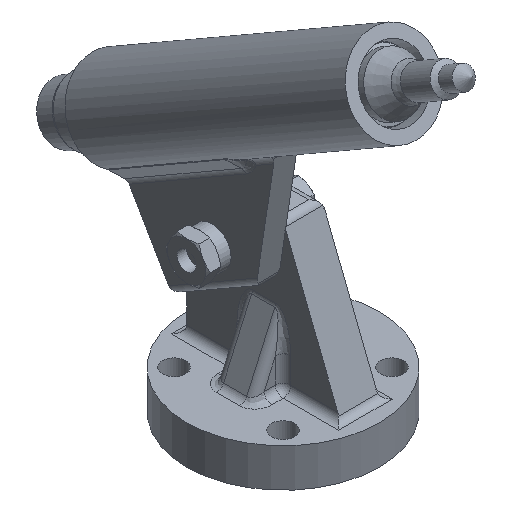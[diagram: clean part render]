
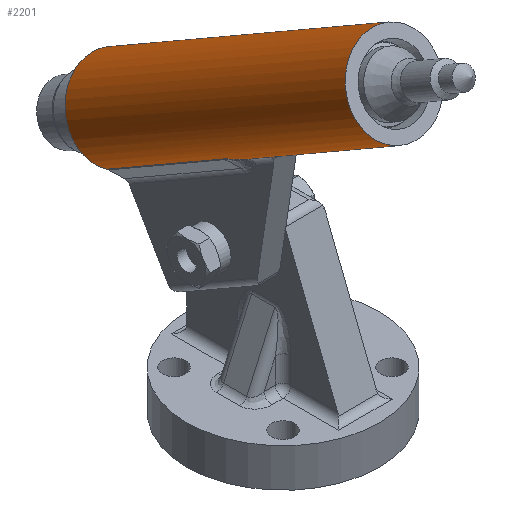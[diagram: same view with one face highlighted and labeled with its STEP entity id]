
A CAD part, isometric view. The second image highlights one B-rep face of the part: STEP entity #2201.
In plain terms, the highlighted cylindrical face has radius 11.4 mm (diameter 22.8 mm), a full revolution.
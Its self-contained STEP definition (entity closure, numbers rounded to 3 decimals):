
#107=B_SPLINE_CURVE_WITH_KNOTS('',3,(#3967,#3968,#3969,#3970,#3971,#3972),
 .UNSPECIFIED.,.F.,.F.,(4,1,1,4),(-4.27,-4.12,-3.97,
-3.744),.UNSPECIFIED.);
#110=B_SPLINE_CURVE_WITH_KNOTS('',3,(#4065,#4066,#4067,#4068,#4069,#4070),
 .UNSPECIFIED.,.F.,.F.,(4,1,1,4),(-4.796,-4.496,-4.345,
-4.27),.UNSPECIFIED.);
#245=ELLIPSE('',#2563,15.407,11.4);
#246=ELLIPSE('',#2564,15.407,11.4);
#324=LINE('',#3980,#449);
#326=LINE('',#3986,#451);
#329=LINE('',#4031,#454);
#331=LINE('',#4039,#456);
#335=LINE('',#4114,#460);
#449=VECTOR('',#3060,10.);
#451=VECTOR('',#3066,10.);
#454=VECTOR('',#3091,10.);
#456=VECTOR('',#3099,10.);
#460=VECTOR('',#3109,11.4);
#539=CYLINDRICAL_SURFACE('',#2562,11.4);
#629=FACE_OUTER_BOUND('',#788,.T.);
#788=EDGE_LOOP('',(#1832,#1833,#1834,#1835,#1836,#1837,#1838,#1839,#1840,
#1841,#1842,#1843,#1844));
#899=CIRCLE('',#2515,11.4);
#904=CIRCLE('',#2532,11.4);
#905=CIRCLE('',#2533,11.4);
#1040=VERTEX_POINT('',#3865);
#1060=VERTEX_POINT('',#3920);
#1061=VERTEX_POINT('',#3922);
#1062=VERTEX_POINT('',#3924);
#1067=VERTEX_POINT('',#3937);
#1069=VERTEX_POINT('',#3965);
#1071=VERTEX_POINT('',#3985);
#1075=VERTEX_POINT('',#4024);
#1076=VERTEX_POINT('',#4028);
#1080=VERTEX_POINT('',#4037);
#1083=VERTEX_POINT('',#4115);
#1283=EDGE_CURVE('',#1040,#1040,#899,.T.);
#1309=EDGE_CURVE('',#1061,#1060,#904,.T.);
#1310=EDGE_CURVE('',#1062,#1061,#905,.T.);
#1319=EDGE_CURVE('',#1069,#1067,#107,.T.);
#1321=EDGE_CURVE('',#1062,#1069,#324,.T.);
#1324=EDGE_CURVE('',#1067,#1071,#326,.T.);
#1334=EDGE_CURVE('',#1076,#1075,#329,.T.);
#1338=EDGE_CURVE('',#1080,#1060,#331,.T.);
#1340=EDGE_CURVE('',#1075,#1080,#110,.T.);
#1347=EDGE_CURVE('',#1040,#1061,#335,.T.);
#1348=EDGE_CURVE('',#1076,#1083,#245,.T.);
#1349=EDGE_CURVE('',#1083,#1071,#246,.T.);
#1832=ORIENTED_EDGE('',*,*,#1283,.T.);
#1833=ORIENTED_EDGE('',*,*,#1347,.T.);
#1834=ORIENTED_EDGE('',*,*,#1309,.T.);
#1835=ORIENTED_EDGE('',*,*,#1338,.F.);
#1836=ORIENTED_EDGE('',*,*,#1340,.F.);
#1837=ORIENTED_EDGE('',*,*,#1334,.F.);
#1838=ORIENTED_EDGE('',*,*,#1348,.T.);
#1839=ORIENTED_EDGE('',*,*,#1349,.T.);
#1840=ORIENTED_EDGE('',*,*,#1324,.F.);
#1841=ORIENTED_EDGE('',*,*,#1319,.F.);
#1842=ORIENTED_EDGE('',*,*,#1321,.F.);
#1843=ORIENTED_EDGE('',*,*,#1310,.T.);
#1844=ORIENTED_EDGE('',*,*,#1347,.F.);
#2201=ADVANCED_FACE('',(#629),#539,.T.);
#2515=AXIS2_PLACEMENT_3D('',#3866,#2987,#2988);
#2532=AXIS2_PLACEMENT_3D('',#3923,#3035,#3036);
#2533=AXIS2_PLACEMENT_3D('',#3925,#3037,#3038);
#2562=AXIS2_PLACEMENT_3D('',#4113,#3107,#3108);
#2563=AXIS2_PLACEMENT_3D('',#4116,#3110,#3111);
#2564=AXIS2_PLACEMENT_3D('',#4117,#3112,#3113);
#2987=DIRECTION('center_axis',(0.,0.,-1.));
#2988=DIRECTION('ref_axis',(1.,0.,0.));
#3035=DIRECTION('center_axis',(0.,0.,1.));
#3036=DIRECTION('ref_axis',(1.,0.,0.));
#3037=DIRECTION('center_axis',(0.,0.,1.));
#3038=DIRECTION('ref_axis',(1.,0.,0.));
#3060=DIRECTION('',(0.,0.,1.));
#3066=DIRECTION('',(0.,0.,1.));
#3091=DIRECTION('',(0.,0.,-1.));
#3099=DIRECTION('',(0.,0.,-1.));
#3107=DIRECTION('center_axis',(0.,0.,1.));
#3108=DIRECTION('ref_axis',(1.,0.,0.));
#3109=DIRECTION('',(0.,0.,-1.));
#3110=DIRECTION('center_axis',(0.673,0.,0.74));
#3111=DIRECTION('ref_axis',(0.74,0.,-0.673));
#3112=DIRECTION('center_axis',(0.673,0.,0.74));
#3113=DIRECTION('ref_axis',(0.74,0.,-0.673));
#3865=CARTESIAN_POINT('',(-11.4,0.,84.));
#3866=CARTESIAN_POINT('Origin',(0.,0.,84.));
#3920=CARTESIAN_POINT('',(9.286,-6.614,0.));
#3922=CARTESIAN_POINT('',(-11.4,0.,0.));
#3923=CARTESIAN_POINT('Origin',(0.,0.,0.));
#3924=CARTESIAN_POINT('',(9.286,6.614,0.));
#3925=CARTESIAN_POINT('Origin',(0.,0.,0.));
#3937=CARTESIAN_POINT('',(10.577,4.254,38.956));
#3965=CARTESIAN_POINT('',(9.286,6.614,35.));
#3967=CARTESIAN_POINT('Ctrl Pts',(9.286,6.614,35.));
#3968=CARTESIAN_POINT('Ctrl Pts',(9.286,6.614,35.501));
#3969=CARTESIAN_POINT('Ctrl Pts',(9.473,6.355,36.463));
#3970=CARTESIAN_POINT('Ctrl Pts',(9.996,5.522,37.793));
#3971=CARTESIAN_POINT('Ctrl Pts',(10.374,4.758,38.56));
#3972=CARTESIAN_POINT('Ctrl Pts',(10.577,4.254,38.956));
#3980=CARTESIAN_POINT('',(9.286,6.614,0.));
#3985=CARTESIAN_POINT('',(10.577,4.254,45.748));
#3986=CARTESIAN_POINT('',(10.577,4.254,0.));
#4024=CARTESIAN_POINT('',(10.577,-4.254,38.956));
#4028=CARTESIAN_POINT('',(10.577,-4.254,45.748));
#4031=CARTESIAN_POINT('',(10.577,-4.254,0.));
#4037=CARTESIAN_POINT('',(9.286,-6.614,35.));
#4039=CARTESIAN_POINT('',(9.286,-6.614,0.));
#4065=CARTESIAN_POINT('Ctrl Pts',(10.577,-4.254,38.956));
#4066=CARTESIAN_POINT('Ctrl Pts',(10.306,-4.926,38.429));
#4067=CARTESIAN_POINT('Ctrl Pts',(9.828,-5.823,37.485));
#4068=CARTESIAN_POINT('Ctrl Pts',(9.356,-6.517,36.003));
#4069=CARTESIAN_POINT('Ctrl Pts',(9.286,-6.614,35.25));
#4070=CARTESIAN_POINT('Ctrl Pts',(9.286,-6.614,35.));
#4113=CARTESIAN_POINT('Origin',(0.,0.,0.));
#4114=CARTESIAN_POINT('',(-11.4,0.,0.));
#4115=CARTESIAN_POINT('',(11.4,0.,45.));
#4116=CARTESIAN_POINT('Origin',(0.,0.,55.364));
#4117=CARTESIAN_POINT('Origin',(0.,0.,55.364));
